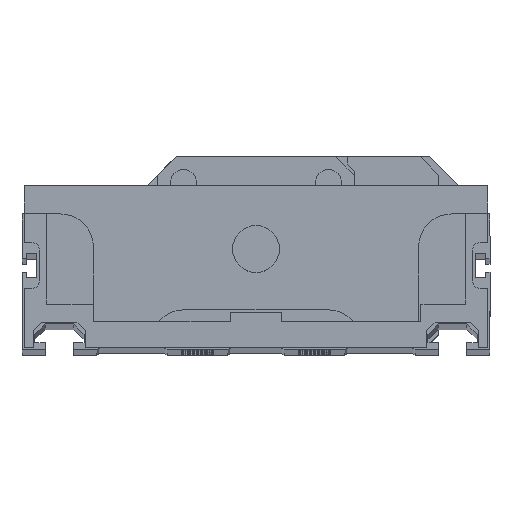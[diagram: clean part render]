
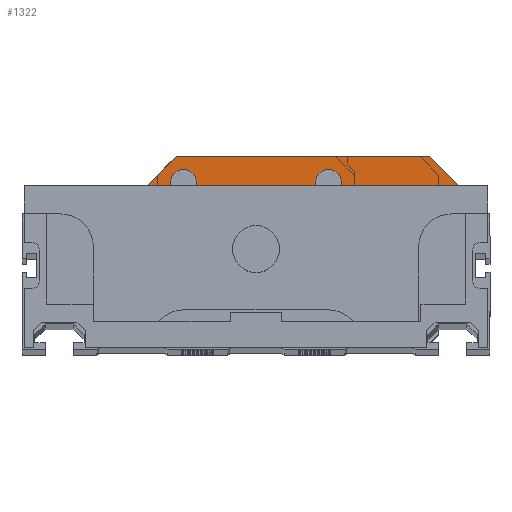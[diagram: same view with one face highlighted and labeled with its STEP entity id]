
A CAD part, top view. The second image highlights one B-rep face of the part: STEP entity #1322.
In plain terms, the highlighted planar face has unit normal (0, 0, 1).
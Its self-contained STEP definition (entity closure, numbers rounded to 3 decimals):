
#195 = DIRECTION ( 'NONE',  ( 1., 0., 0. ) ) ;
#520 = DIRECTION ( 'NONE',  ( 1., 0., 0. ) ) ;
#881 = AXIS2_PLACEMENT_3D ( 'NONE', #15068, #14928, #25573 ) ;
#1237 = ORIENTED_EDGE ( 'NONE', *, *, #12371, .F. ) ;
#1322 = ADVANCED_FACE ( 'NONE', ( #8898 ), #23101, .T. ) ;
#1507 = DIRECTION ( 'NONE',  ( -1., 0., 0. ) ) ;
#1510 = EDGE_CURVE ( 'NONE', #13819, #13556, #3939, .T. ) ;
#1674 = CARTESIAN_POINT ( 'NONE',  ( 18.062, 13.5, 0. ) ) ;
#2381 = VERTEX_POINT ( 'NONE', #24517 ) ;
#2598 = EDGE_LOOP ( 'NONE', ( #15587, #22870, #11647, #14775, #12751, #1237, #13457, #16833 ) ) ;
#2977 = VECTOR ( 'NONE', #1507, 1000. ) ;
#3275 = VERTEX_POINT ( 'NONE', #10896 ) ;
#3392 = EDGE_CURVE ( 'NONE', #3275, #2381, #20699, .T. ) ;
#3939 = LINE ( 'NONE', #10104, #22747 ) ;
#4605 = CARTESIAN_POINT ( 'NONE',  ( -15.5, 15.5, 0. ) ) ;
#4863 = CARTESIAN_POINT ( 'NONE',  ( -12.938, 13.5, 0. ) ) ;
#5288 = CARTESIAN_POINT ( 'NONE',  ( -17., 21., 0. ) ) ;
#5726 = DIRECTION ( 'NONE',  ( 0.707, -0.707, 0. ) ) ;
#7637 = EDGE_CURVE ( 'NONE', #2381, #16621, #18801, .T. ) ;
#7674 = CARTESIAN_POINT ( 'NONE',  ( -24.5, 13.5, 0. ) ) ;
#8898 = FACE_OUTER_BOUND ( 'NONE', #2598, .T. ) ;
#9818 = LINE ( 'NONE', #12002, #23456 ) ;
#10104 = CARTESIAN_POINT ( 'NONE',  ( 37.13, 21., 0. ) ) ;
#10240 = DIRECTION ( 'NONE',  ( 1., 0., 0. ) ) ;
#10821 = CARTESIAN_POINT ( 'NONE',  ( -47.9, -0.25, 0. ) ) ;
#10896 = CARTESIAN_POINT ( 'NONE',  ( -12.938, 13.5, 0. ) ) ;
#10912 = CARTESIAN_POINT ( 'NONE',  ( 12.938, 13.5, 0. ) ) ;
#11588 = DIRECTION ( 'NONE',  ( 0.707, 0.707, 0. ) ) ;
#11647 = ORIENTED_EDGE ( 'NONE', *, *, #19054, .F. ) ;
#11660 = EDGE_CURVE ( 'NONE', #17464, #19598, #14426, .T. ) ;
#12002 = CARTESIAN_POINT ( 'NONE',  ( -17., 21., 0. ) ) ;
#12341 = DIRECTION ( 'NONE',  ( -1., 0., 0. ) ) ;
#12371 = EDGE_CURVE ( 'NONE', #13556, #20957, #24707, .T. ) ;
#12645 = DIRECTION ( 'NONE',  ( -1., 0., 0. ) ) ;
#12751 = ORIENTED_EDGE ( 'NONE', *, *, #14479, .F. ) ;
#13132 = VECTOR ( 'NONE', #5726, 1000. ) ;
#13457 = ORIENTED_EDGE ( 'NONE', *, *, #1510, .F. ) ;
#13556 = VERTEX_POINT ( 'NONE', #16515 ) ;
#13819 = VERTEX_POINT ( 'NONE', #5288 ) ;
#14119 = CARTESIAN_POINT ( 'NONE',  ( 18.062, 13.5, 0. ) ) ;
#14426 = CIRCLE ( 'NONE', #881, 3.25 ) ;
#14479 = EDGE_CURVE ( 'NONE', #20957, #17464, #22322, .T. ) ;
#14775 = ORIENTED_EDGE ( 'NONE', *, *, #11660, .F. ) ;
#14928 = DIRECTION ( 'NONE',  ( 0., 0., -1. ) ) ;
#15068 = CARTESIAN_POINT ( 'NONE',  ( 15.5, 15.5, 0. ) ) ;
#15490 = AXIS2_PLACEMENT_3D ( 'NONE', #4605, #18946, #195 ) ;
#15587 = ORIENTED_EDGE ( 'NONE', *, *, #7637, .F. ) ;
#16398 = VECTOR ( 'NONE', #12645, 1000. ) ;
#16515 = CARTESIAN_POINT ( 'NONE',  ( 37.13, 21., 0. ) ) ;
#16621 = VERTEX_POINT ( 'NONE', #7674 ) ;
#16833 = ORIENTED_EDGE ( 'NONE', *, *, #19367, .F. ) ;
#17088 = DIRECTION ( 'NONE',  ( 0., 0., 1. ) ) ;
#17464 = VERTEX_POINT ( 'NONE', #14119 ) ;
#18083 = VECTOR ( 'NONE', #12341, 1000. ) ;
#18697 = CARTESIAN_POINT ( 'NONE',  ( 37.13, 21., 0. ) ) ;
#18801 = LINE ( 'NONE', #19202, #16398 ) ;
#18946 = DIRECTION ( 'NONE',  ( 0., 0., -1. ) ) ;
#19054 = EDGE_CURVE ( 'NONE', #19598, #3275, #26246, .T. ) ;
#19202 = CARTESIAN_POINT ( 'NONE',  ( -49.5, 13.5, 0. ) ) ;
#19367 = EDGE_CURVE ( 'NONE', #16621, #13819, #9818, .T. ) ;
#19598 = VERTEX_POINT ( 'NONE', #10912 ) ;
#20699 = CIRCLE ( 'NONE', #15490, 3.25 ) ;
#20957 = VERTEX_POINT ( 'NONE', #22364 ) ;
#21855 = AXIS2_PLACEMENT_3D ( 'NONE', #10821, #17088, #520 ) ;
#22322 = LINE ( 'NONE', #1674, #18083 ) ;
#22364 = CARTESIAN_POINT ( 'NONE',  ( 44.63, 13.5, 0. ) ) ;
#22747 = VECTOR ( 'NONE', #10240, 1000. ) ;
#22870 = ORIENTED_EDGE ( 'NONE', *, *, #3392, .F. ) ;
#23101 = PLANE ( 'NONE',  #21855 ) ;
#23456 = VECTOR ( 'NONE', #11588, 1000. ) ;
#24517 = CARTESIAN_POINT ( 'NONE',  ( -18.062, 13.5, 0. ) ) ;
#24707 = LINE ( 'NONE', #18697, #13132 ) ;
#25573 = DIRECTION ( 'NONE',  ( 1., 0., 0. ) ) ;
#26246 = LINE ( 'NONE', #4863, #2977 ) ;
